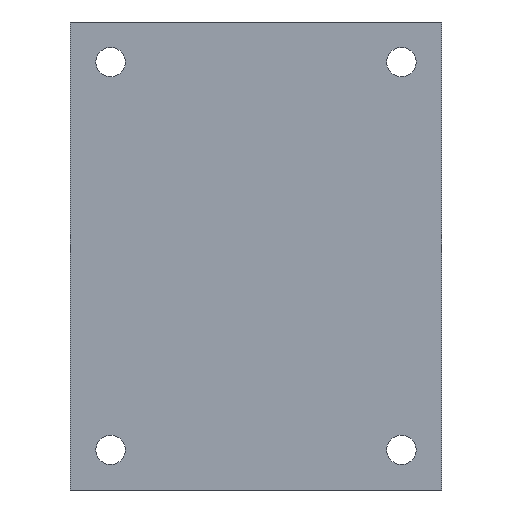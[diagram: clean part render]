
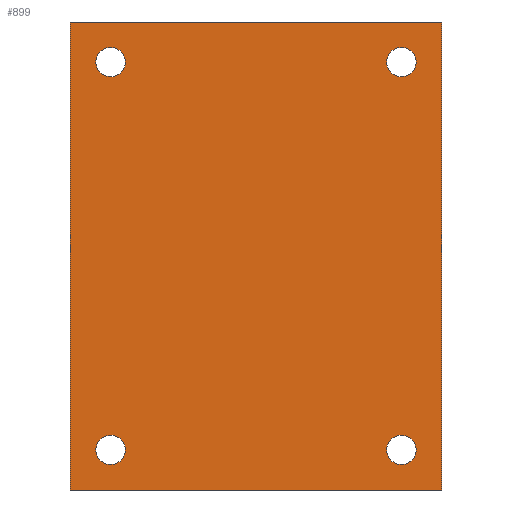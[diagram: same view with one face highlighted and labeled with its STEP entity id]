
A CAD part, front view. The second image highlights one B-rep face of the part: STEP entity #899.
In plain terms, the highlighted planar face has unit normal (0, -1, 0).
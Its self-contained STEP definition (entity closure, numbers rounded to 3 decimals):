
#3 = CIRCLE ( 'NONE', #3716, 2.2 ) ;
#40 = EDGE_CURVE ( 'NONE', #2686, #1332, #2852, .T. ) ;
#51 = LINE ( 'NONE', #1479, #2570 ) ;
#77 = EDGE_LOOP ( 'NONE', ( #3748, #173 ) ) ;
#105 = FACE_BOUND ( 'NONE', #2004, .T. ) ;
#116 = DIRECTION ( 'NONE',  ( 0., 0., 1. ) ) ;
#173 = ORIENTED_EDGE ( 'NONE', *, *, #2324, .T. ) ;
#274 = EDGE_CURVE ( 'NONE', #1647, #1243, #423, .T. ) ;
#387 = CARTESIAN_POINT ( 'NONE',  ( 0., 0., 0. ) ) ;
#401 = EDGE_CURVE ( 'NONE', #959, #1916, #1267, .T. ) ;
#402 = CARTESIAN_POINT ( 'NONE',  ( 0., 0., 70. ) ) ;
#423 = CIRCLE ( 'NONE', #3109, 2.2 ) ;
#436 = DIRECTION ( 'NONE',  ( 0., 0., 1. ) ) ;
#455 = DIRECTION ( 'NONE',  ( 1., 0., 0. ) ) ;
#583 = CARTESIAN_POINT ( 'NONE',  ( 6., 0., 6. ) ) ;
#596 = FACE_BOUND ( 'NONE', #77, .T. ) ;
#600 = VECTOR ( 'NONE', #455, 1000. ) ;
#644 = LINE ( 'NONE', #402, #1124 ) ;
#682 = FACE_OUTER_BOUND ( 'NONE', #1302, .T. ) ;
#686 = LINE ( 'NONE', #387, #3060 ) ;
#729 = DIRECTION ( 'NONE',  ( 0., 1., 0. ) ) ;
#761 = CARTESIAN_POINT ( 'NONE',  ( 55.5, 0., 70. ) ) ;
#849 = CARTESIAN_POINT ( 'NONE',  ( 6., 0., 64. ) ) ;
#850 = CARTESIAN_POINT ( 'NONE',  ( 0., 0., 0. ) ) ;
#863 = DIRECTION ( 'NONE',  ( 0., 0., 1. ) ) ;
#893 = DIRECTION ( 'NONE',  ( 0., 0., 1. ) ) ;
#899 = ADVANCED_FACE ( 'NONE', ( #105, #3290, #1650, #596, #682 ), #3817, .F. ) ;
#944 = CIRCLE ( 'NONE', #954, 2.2 ) ;
#954 = AXIS2_PLACEMENT_3D ( 'NONE', #583, #3640, #893 ) ;
#959 = VERTEX_POINT ( 'NONE', #1410 ) ;
#1027 = AXIS2_PLACEMENT_3D ( 'NONE', #1770, #2080, #1147 ) ;
#1034 = VERTEX_POINT ( 'NONE', #850 ) ;
#1071 = CARTESIAN_POINT ( 'NONE',  ( 49.5, 0., 64. ) ) ;
#1091 = ORIENTED_EDGE ( 'NONE', *, *, #2074, .T. ) ;
#1124 = VECTOR ( 'NONE', #2592, 1000. ) ;
#1127 = AXIS2_PLACEMENT_3D ( 'NONE', #1709, #1722, #3807 ) ;
#1147 = DIRECTION ( 'NONE',  ( 0., 0., 1. ) ) ;
#1204 = ORIENTED_EDGE ( 'NONE', *, *, #3815, .T. ) ;
#1243 = VERTEX_POINT ( 'NONE', #1937 ) ;
#1250 = CARTESIAN_POINT ( 'NONE',  ( 49.5, 0., 64. ) ) ;
#1267 = CIRCLE ( 'NONE', #2934, 2.2 ) ;
#1294 = CIRCLE ( 'NONE', #1127, 2.2 ) ;
#1302 = EDGE_LOOP ( 'NONE', ( #1091, #1841, #2485, #3172 ) ) ;
#1314 = CARTESIAN_POINT ( 'NONE',  ( 49.5, 0., 3.8 ) ) ;
#1332 = VERTEX_POINT ( 'NONE', #1540 ) ;
#1369 = ORIENTED_EDGE ( 'NONE', *, *, #2465, .T. ) ;
#1377 = CARTESIAN_POINT ( 'NONE',  ( 0., 0., 70. ) ) ;
#1410 = CARTESIAN_POINT ( 'NONE',  ( 6., 0., 8.2 ) ) ;
#1479 = CARTESIAN_POINT ( 'NONE',  ( 55.5, 0., 70. ) ) ;
#1492 = AXIS2_PLACEMENT_3D ( 'NONE', #1377, #3830, #116 ) ;
#1540 = CARTESIAN_POINT ( 'NONE',  ( 6., 0., 61.8 ) ) ;
#1567 = CARTESIAN_POINT ( 'NONE',  ( 6., 0., 3.8 ) ) ;
#1625 = AXIS2_PLACEMENT_3D ( 'NONE', #849, #1762, #863 ) ;
#1647 = VERTEX_POINT ( 'NONE', #2349 ) ;
#1650 = FACE_BOUND ( 'NONE', #1854, .T. ) ;
#1709 = CARTESIAN_POINT ( 'NONE',  ( 49.5, 0., 6. ) ) ;
#1722 = DIRECTION ( 'NONE',  ( 0., 1., 0. ) ) ;
#1762 = DIRECTION ( 'NONE',  ( 0., 1., 0. ) ) ;
#1770 = CARTESIAN_POINT ( 'NONE',  ( 6., 0., 64. ) ) ;
#1800 = ORIENTED_EDGE ( 'NONE', *, *, #3902, .T. ) ;
#1841 = ORIENTED_EDGE ( 'NONE', *, *, #3355, .F. ) ;
#1854 = EDGE_LOOP ( 'NONE', ( #3225, #1369 ) ) ;
#1868 = DIRECTION ( 'NONE',  ( 0., 1., 0. ) ) ;
#1872 = ORIENTED_EDGE ( 'NONE', *, *, #3931, .T. ) ;
#1916 = VERTEX_POINT ( 'NONE', #1567 ) ;
#1937 = CARTESIAN_POINT ( 'NONE',  ( 49.5, 0., 61.8 ) ) ;
#1938 = CARTESIAN_POINT ( 'NONE',  ( 49.5, 0., 6. ) ) ;
#1988 = CARTESIAN_POINT ( 'NONE',  ( 0., 0., 70. ) ) ;
#2004 = EDGE_LOOP ( 'NONE', ( #2232, #1872 ) ) ;
#2074 = EDGE_CURVE ( 'NONE', #1034, #2176, #686, .T. ) ;
#2080 = DIRECTION ( 'NONE',  ( 0., 1., 0. ) ) ;
#2158 = EDGE_CURVE ( 'NONE', #3881, #1034, #644, .T. ) ;
#2176 = VERTEX_POINT ( 'NONE', #3822 ) ;
#2232 = ORIENTED_EDGE ( 'NONE', *, *, #274, .T. ) ;
#2248 = EDGE_CURVE ( 'NONE', #3881, #2258, #3708, .T. ) ;
#2258 = VERTEX_POINT ( 'NONE', #761 ) ;
#2303 = CARTESIAN_POINT ( 'NONE',  ( 0., 0., 70. ) ) ;
#2320 = CARTESIAN_POINT ( 'NONE',  ( 6., 0., 6. ) ) ;
#2324 = EDGE_CURVE ( 'NONE', #1332, #2686, #3569, .T. ) ;
#2349 = CARTESIAN_POINT ( 'NONE',  ( 49.5, 0., 66.2 ) ) ;
#2465 = EDGE_CURVE ( 'NONE', #1916, #959, #944, .T. ) ;
#2485 = ORIENTED_EDGE ( 'NONE', *, *, #2248, .F. ) ;
#2530 = VERTEX_POINT ( 'NONE', #1314 ) ;
#2570 = VECTOR ( 'NONE', #3408, 1000. ) ;
#2592 = DIRECTION ( 'NONE',  ( 0., 0., -1. ) ) ;
#2610 = CARTESIAN_POINT ( 'NONE',  ( 6., 0., 66.2 ) ) ;
#2686 = VERTEX_POINT ( 'NONE', #2610 ) ;
#2789 = EDGE_LOOP ( 'NONE', ( #1800, #1204 ) ) ;
#2852 = CIRCLE ( 'NONE', #1027, 2.2 ) ;
#2934 = AXIS2_PLACEMENT_3D ( 'NONE', #2320, #3242, #3192 ) ;
#3060 = VECTOR ( 'NONE', #3492, 1000. ) ;
#3109 = AXIS2_PLACEMENT_3D ( 'NONE', #1250, #1868, #3957 ) ;
#3172 = ORIENTED_EDGE ( 'NONE', *, *, #2158, .T. ) ;
#3192 = DIRECTION ( 'NONE',  ( 0., 0., 1. ) ) ;
#3225 = ORIENTED_EDGE ( 'NONE', *, *, #401, .T. ) ;
#3242 = DIRECTION ( 'NONE',  ( 0., 1., 0. ) ) ;
#3263 = AXIS2_PLACEMENT_3D ( 'NONE', #1071, #3536, #436 ) ;
#3282 = VERTEX_POINT ( 'NONE', #3310 ) ;
#3290 = FACE_BOUND ( 'NONE', #2789, .T. ) ;
#3310 = CARTESIAN_POINT ( 'NONE',  ( 49.5, 0., 8.2 ) ) ;
#3355 = EDGE_CURVE ( 'NONE', #2258, #2176, #51, .T. ) ;
#3408 = DIRECTION ( 'NONE',  ( 0., 0., -1. ) ) ;
#3492 = DIRECTION ( 'NONE',  ( 1., 0., 0. ) ) ;
#3536 = DIRECTION ( 'NONE',  ( 0., 1., 0. ) ) ;
#3569 = CIRCLE ( 'NONE', #1625, 2.2 ) ;
#3640 = DIRECTION ( 'NONE',  ( 0., 1., 0. ) ) ;
#3708 = LINE ( 'NONE', #1988, #600 ) ;
#3716 = AXIS2_PLACEMENT_3D ( 'NONE', #1938, #729, #3770 ) ;
#3748 = ORIENTED_EDGE ( 'NONE', *, *, #40, .T. ) ;
#3770 = DIRECTION ( 'NONE',  ( 0., 0., 1. ) ) ;
#3807 = DIRECTION ( 'NONE',  ( 0., 0., 1. ) ) ;
#3815 = EDGE_CURVE ( 'NONE', #2530, #3282, #3, .T. ) ;
#3817 = PLANE ( 'NONE',  #1492 ) ;
#3822 = CARTESIAN_POINT ( 'NONE',  ( 55.5, 0., 0. ) ) ;
#3830 = DIRECTION ( 'NONE',  ( 0., 1., 0. ) ) ;
#3881 = VERTEX_POINT ( 'NONE', #2303 ) ;
#3902 = EDGE_CURVE ( 'NONE', #3282, #2530, #1294, .T. ) ;
#3931 = EDGE_CURVE ( 'NONE', #1243, #1647, #3934, .T. ) ;
#3934 = CIRCLE ( 'NONE', #3263, 2.2 ) ;
#3957 = DIRECTION ( 'NONE',  ( 0., 0., 1. ) ) ;
